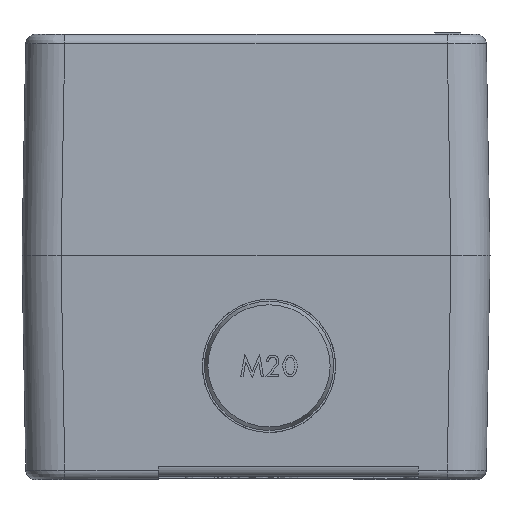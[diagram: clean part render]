
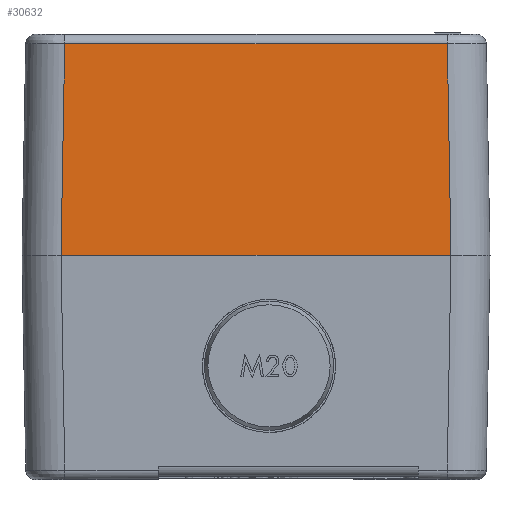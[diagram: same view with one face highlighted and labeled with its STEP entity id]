
A CAD part, front view. The second image highlights one B-rep face of the part: STEP entity #30632.
In plain terms, the highlighted planar face has unit normal (0, -1, 0.018).
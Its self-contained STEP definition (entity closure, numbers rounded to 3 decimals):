
#3218=LINE($,#66265,#6397);
#3242=LINE($,#66353,#6421);
#3245=LINE($,#66366,#6424);
#3251=LINE($,#66398,#6430);
#6397=VECTOR($,#38490,60.002);
#6421=VECTOR($,#38576,32.536);
#6424=VECTOR($,#38589,32.536);
#6430=VECTOR($,#38623,58.866);
#9606=FACE_OUTER_BOUND($,#11401,.T.);
#11401=EDGE_LOOP($,(#27815,#27816,#27817,#27818));
#12032=VERTEX_POINT($,#52386);
#12038=VERTEX_POINT($,#52399);
#14588=VERTEX_POINT($,#66352);
#14593=VERTEX_POINT($,#66364);
#18855=EDGE_CURVE($,#12032,#12038,#3218,.T.);
#18897=EDGE_CURVE($,#12032,#14588,#3242,.T.);
#18904=EDGE_CURVE($,#14593,#12038,#3245,.T.);
#18921=EDGE_CURVE($,#14588,#14593,#3251,.T.);
#27815=ORIENTED_EDGE($,*,*,#18921,.F.);
#27816=ORIENTED_EDGE($,*,*,#18897,.F.);
#27817=ORIENTED_EDGE($,*,*,#18855,.T.);
#27818=ORIENTED_EDGE($,*,*,#18904,.F.);
#29015=PLANE($,#32375);
#30632=ADVANCED_FACE($,(#9606),#29015,.T.);
#32375=AXIS2_PLACEMENT_3D($,#67524,#38980,#38981);
#38490=DIRECTION($,(1.,0.,0.));
#38576=DIRECTION($,(0.017,0.017,1.));
#38589=DIRECTION($,(0.017,-0.017,-1.));
#38623=DIRECTION($,(1.,0.,0.));
#38980=DIRECTION('center_axis',(0.,-1.,0.017));
#38981=DIRECTION('ref_axis',(0.,-0.017,-1.));
#52386=CARTESIAN_POINT('',(-30.001,-35.773,34.));
#52399=CARTESIAN_POINT('',(30.001,-35.773,34.));
#66265=CARTESIAN_POINT($,(-30.001,-35.773,34.));
#66352=CARTESIAN_POINT('',(-29.433,-35.205,66.526));
#66353=CARTESIAN_POINT($,(-30.001,-35.773,34.));
#66364=CARTESIAN_POINT('',(29.433,-35.205,66.526));
#66366=CARTESIAN_POINT($,(29.433,-35.205,66.526));
#66398=CARTESIAN_POINT($,(-29.433,-35.205,66.526));
#67524=CARTESIAN_POINT('Origin',(36.,-35.773,34.));
